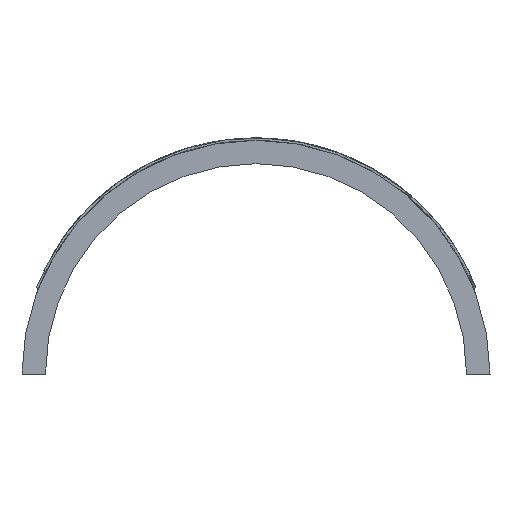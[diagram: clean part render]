
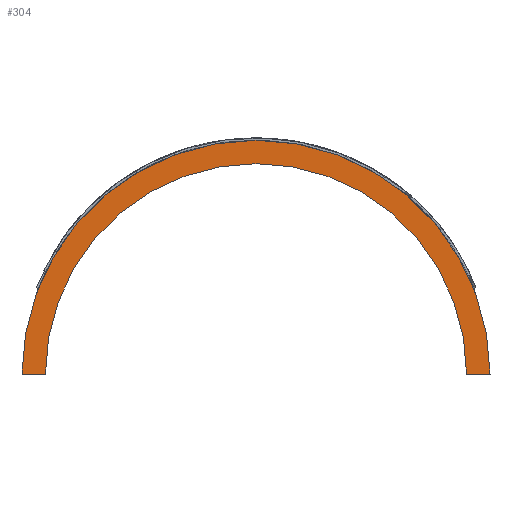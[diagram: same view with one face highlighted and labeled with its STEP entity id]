
A CAD part, left-side view. The second image highlights one B-rep face of the part: STEP entity #304.
In plain terms, the highlighted planar face has unit normal (-1, 0, 0).
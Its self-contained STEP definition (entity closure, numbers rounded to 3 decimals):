
#246=CARTESIAN_POINT('',(-314.,-90.,-99.928));
#247=VERTEX_POINT('',#246);
#248=CARTESIAN_POINT('',(-314.0,90.,-99.928));
#249=VERTEX_POINT('',#248);
#250=CARTESIAN_POINT('',(-314.0,0.,-100.0));
#251=DIRECTION('',(-1.0,0.0,0.0));
#252=DIRECTION('',(0.0,0.0,1.0));
#253=AXIS2_PLACEMENT_3D('',#250,#251,#252);
#254=CIRCLE('',#253,90.0);
#255=EDGE_CURVE('',#247,#249,#254,.T.);
#273=CARTESIAN_POINT('',(-314.0,0.,-10.0));
#274=DIRECTION('',(-1.0,0.0,0.0));
#275=DIRECTION('',(0.0,0.0,1.0));
#276=AXIS2_PLACEMENT_3D('',#273,#274,#275);
#277=PLANE('',#276);
#278=CARTESIAN_POINT('',(-314.0,100.,-99.92));
#279=VERTEX_POINT('',#278);
#280=CARTESIAN_POINT('',(-314.0,-100.,-99.92));
#281=VERTEX_POINT('',#280);
#282=CARTESIAN_POINT('',(-314.0,0.,-100.0));
#283=DIRECTION('',(1.0,0.,0.));
#284=DIRECTION('',(0.,1.,0.001));
#285=AXIS2_PLACEMENT_3D('',#282,#283,#284);
#286=CIRCLE('',#285,100.);
#287=EDGE_CURVE('',#279,#281,#286,.T.);
#288=ORIENTED_EDGE('',*,*,#287,.F.);
#289=CARTESIAN_POINT('',(-314.0,100.,-99.92));
#290=DIRECTION('',(0.0,-1.,-0.001));
#291=VECTOR('',#290,10.);
#292=LINE('',#289,#291);
#293=EDGE_CURVE('',#279,#249,#292,.T.);
#294=ORIENTED_EDGE('',*,*,#293,.T.);
#295=ORIENTED_EDGE('',*,*,#255,.F.);
#296=CARTESIAN_POINT('',(-314.0,-100.,-99.92));
#297=DIRECTION('',(0.0,1.,-0.001));
#298=VECTOR('',#297,10.);
#299=LINE('',#296,#298);
#300=EDGE_CURVE('',#281,#247,#299,.T.);
#301=ORIENTED_EDGE('',*,*,#300,.F.);
#302=EDGE_LOOP('',(#288,#294,#295,#301));
#303=FACE_OUTER_BOUND('',#302,.T.);
#304=ADVANCED_FACE('',(#303),#277,.T.);
